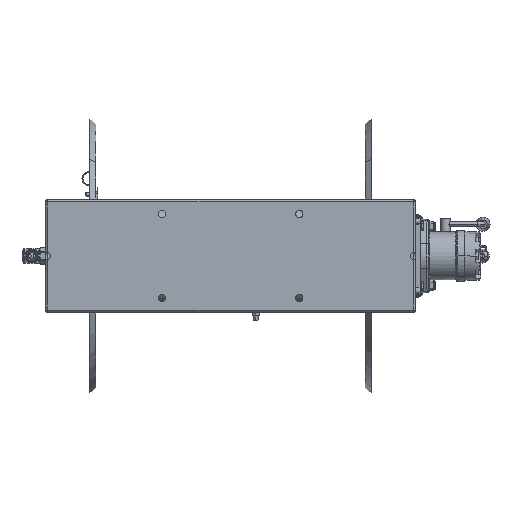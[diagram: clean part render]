
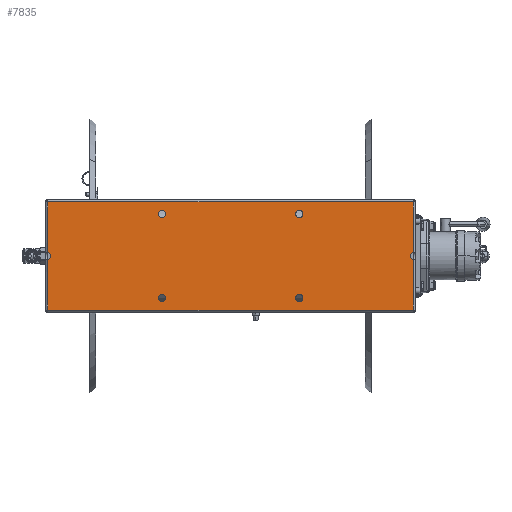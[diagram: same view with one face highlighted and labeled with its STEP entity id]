
A CAD part, front view. The second image highlights one B-rep face of the part: STEP entity #7835.
In plain terms, the highlighted planar face has unit normal (0, -1, 0).
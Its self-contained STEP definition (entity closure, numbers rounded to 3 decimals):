
#5761=DIRECTION('',(0.,0.,1.));
#5762=VECTOR('',#5761,90.067);
#5763=CARTESIAN_POINT('',(326.,-293.3,6.332));
#5764=LINE('',#5763,#5762);
#5794=DIRECTION('',(0.,0.,1.));
#5795=VECTOR('',#5794,90.067);
#5796=CARTESIAN_POINT('',(326.,-293.3,-96.399));
#5797=LINE('',#5796,#5795);
#5826=CARTESIAN_POINT('',(327.469,-293.3,0.));
#5827=DIRECTION('',(0.,1.,0.));
#5828=DIRECTION('',(-0.226,0.,-0.974));
#5829=AXIS2_PLACEMENT_3D('',#5826,#5827,#5828);
#5831=CARTESIAN_POINT('',(-327.469,-293.3,0.));
#5832=DIRECTION('',(0.,1.,0.));
#5833=DIRECTION('',(0.226,0.,0.974));
#5834=AXIS2_PLACEMENT_3D('',#5831,#5832,#5833);
#5836=CARTESIAN_POINT('',(-122.5,-293.3,75.));
#5837=DIRECTION('',(0.,-1.,0.));
#5838=DIRECTION('',(-1.,0.,0.));
#5839=AXIS2_PLACEMENT_3D('',#5836,#5837,#5838);
#5841=CARTESIAN_POINT('',(-122.5,-293.3,75.));
#5842=DIRECTION('',(0.,-1.,0.));
#5843=DIRECTION('',(1.,0.,0.));
#5844=AXIS2_PLACEMENT_3D('',#5841,#5842,#5843);
#5846=CARTESIAN_POINT('',(122.5,-293.3,75.));
#5847=DIRECTION('',(0.,-1.,0.));
#5848=DIRECTION('',(-1.,0.,0.));
#5849=AXIS2_PLACEMENT_3D('',#5846,#5847,#5848);
#5851=CARTESIAN_POINT('',(122.5,-293.3,75.));
#5852=DIRECTION('',(0.,-1.,0.));
#5853=DIRECTION('',(1.,0.,0.));
#5854=AXIS2_PLACEMENT_3D('',#5851,#5852,#5853);
#5856=CARTESIAN_POINT('',(122.5,-293.3,-75.));
#5857=DIRECTION('',(0.,-1.,0.));
#5858=DIRECTION('',(-1.,0.,0.));
#5859=AXIS2_PLACEMENT_3D('',#5856,#5857,#5858);
#5861=CARTESIAN_POINT('',(122.5,-293.3,-75.));
#5862=DIRECTION('',(0.,-1.,0.));
#5863=DIRECTION('',(1.,0.,0.));
#5864=AXIS2_PLACEMENT_3D('',#5861,#5862,#5863);
#5866=CARTESIAN_POINT('',(-122.5,-293.3,-75.));
#5867=DIRECTION('',(0.,-1.,0.));
#5868=DIRECTION('',(-1.,0.,0.));
#5869=AXIS2_PLACEMENT_3D('',#5866,#5867,#5868);
#5871=CARTESIAN_POINT('',(-122.5,-293.3,-75.));
#5872=DIRECTION('',(0.,-1.,0.));
#5873=DIRECTION('',(1.,0.,0.));
#5874=AXIS2_PLACEMENT_3D('',#5871,#5872,#5873);
#6001=DIRECTION('',(0.,0.,1.));
#6002=VECTOR('',#6001,90.067);
#6003=CARTESIAN_POINT('',(-326.,-293.3,6.332));
#6004=LINE('',#6003,#6002);
#6016=DIRECTION('',(0.,0.,1.));
#6017=VECTOR('',#6016,90.067);
#6018=CARTESIAN_POINT('',(-326.,-293.3,-96.399));
#6019=LINE('',#6018,#6017);
#6510=DIRECTION('',(-1.,0.,0.));
#6511=VECTOR('',#6510,652.);
#6512=CARTESIAN_POINT('',(326.,-293.3,-96.399));
#6513=LINE('',#6512,#6511);
#6630=DIRECTION('',(-1.,0.,0.));
#6631=VECTOR('',#6630,652.);
#6632=CARTESIAN_POINT('',(326.,-293.3,96.399));
#6633=LINE('',#6632,#6631);
#7171=CARTESIAN_POINT('',(-326.,-293.3,96.399));
#7173=VERTEX_POINT('',#7171);
#7176=CARTESIAN_POINT('',(-326.,-293.3,-96.399));
#7178=VERTEX_POINT('',#7176);
#7191=CARTESIAN_POINT('',(326.,-293.3,96.399));
#7193=VERTEX_POINT('',#7191);
#7205=CARTESIAN_POINT('',(326.,-293.3,-96.399));
#7207=VERTEX_POINT('',#7205);
#7261=CARTESIAN_POINT('',(326.,-293.3,-6.332));
#7262=CARTESIAN_POINT('',(326.,-293.3,6.332));
#7263=VERTEX_POINT('',#7261);
#7264=VERTEX_POINT('',#7262);
#7265=CARTESIAN_POINT('',(-326.,-293.3,6.332));
#7266=CARTESIAN_POINT('',(-326.,-293.3,-6.332));
#7267=VERTEX_POINT('',#7265);
#7268=VERTEX_POINT('',#7266);
#7293=CARTESIAN_POINT('',(-129.,-293.3,75.));
#7294=CARTESIAN_POINT('',(-116.,-293.3,75.));
#7295=VERTEX_POINT('',#7293);
#7296=VERTEX_POINT('',#7294);
#7297=CARTESIAN_POINT('',(116.,-293.3,75.));
#7298=CARTESIAN_POINT('',(129.,-293.3,75.));
#7299=VERTEX_POINT('',#7297);
#7300=VERTEX_POINT('',#7298);
#7301=CARTESIAN_POINT('',(116.,-293.3,-75.));
#7302=CARTESIAN_POINT('',(129.,-293.3,-75.));
#7303=VERTEX_POINT('',#7301);
#7304=VERTEX_POINT('',#7302);
#7305=CARTESIAN_POINT('',(-129.,-293.3,-75.));
#7306=CARTESIAN_POINT('',(-116.,-293.3,-75.));
#7307=VERTEX_POINT('',#7305);
#7308=VERTEX_POINT('',#7306);
#7790=CARTESIAN_POINT('',(330.,-293.3,-101.));
#7791=DIRECTION('',(0.,-1.,0.));
#7792=DIRECTION('',(0.,0.,1.));
#7793=AXIS2_PLACEMENT_3D('',#7790,#7791,#7792);
#7794=PLANE('',#7793);
#7796=ORIENTED_EDGE('',*,*,#7795,.F.);
#7797=ORIENTED_EDGE('',*,*,#7721,.F.);
#7799=ORIENTED_EDGE('',*,*,#7798,.T.);
#7801=ORIENTED_EDGE('',*,*,#7800,.T.);
#7803=ORIENTED_EDGE('',*,*,#7802,.F.);
#7805=ORIENTED_EDGE('',*,*,#7804,.T.);
#7807=ORIENTED_EDGE('',*,*,#7806,.F.);
#7808=ORIENTED_EDGE('',*,*,#7692,.F.);
#7809=EDGE_LOOP('',(#7796,#7797,#7799,#7801,#7803,#7805,#7807,#7808));
#7810=FACE_OUTER_BOUND('',#7809,.F.);
#7812=ORIENTED_EDGE('',*,*,#7811,.T.);
#7814=ORIENTED_EDGE('',*,*,#7813,.T.);
#7815=EDGE_LOOP('',(#7812,#7814));
#7816=FACE_BOUND('',#7815,.F.);
#7818=ORIENTED_EDGE('',*,*,#7817,.T.);
#7820=ORIENTED_EDGE('',*,*,#7819,.T.);
#7821=EDGE_LOOP('',(#7818,#7820));
#7822=FACE_BOUND('',#7821,.F.);
#7824=ORIENTED_EDGE('',*,*,#7823,.T.);
#7826=ORIENTED_EDGE('',*,*,#7825,.T.);
#7827=EDGE_LOOP('',(#7824,#7826));
#7828=FACE_BOUND('',#7827,.F.);
#7830=ORIENTED_EDGE('',*,*,#7829,.T.);
#7832=ORIENTED_EDGE('',*,*,#7831,.T.);
#7833=EDGE_LOOP('',(#7830,#7832));
#7834=FACE_BOUND('',#7833,.F.);
#7835=ADVANCED_FACE('',(#7810,#7816,#7822,#7828,#7834),#7794,.T.);
#5830=CIRCLE('',#5829,6.5);
#5835=CIRCLE('',#5834,6.5);
#5840=CIRCLE('',#5839,6.5);
#5845=CIRCLE('',#5844,6.5);
#5850=CIRCLE('',#5849,6.5);
#5855=CIRCLE('',#5854,6.5);
#5860=CIRCLE('',#5859,6.5);
#5865=CIRCLE('',#5864,6.5);
#5870=CIRCLE('',#5869,6.5);
#5875=CIRCLE('',#5874,6.5);
#7692=EDGE_CURVE('',#7264,#7193,#5764,.T.);
#7721=EDGE_CURVE('',#7207,#7263,#5797,.T.);
#7795=EDGE_CURVE('',#7263,#7264,#5830,.T.);
#7798=EDGE_CURVE('',#7207,#7178,#6513,.T.);
#7800=EDGE_CURVE('',#7178,#7268,#6019,.T.);
#7802=EDGE_CURVE('',#7267,#7268,#5835,.T.);
#7804=EDGE_CURVE('',#7267,#7173,#6004,.T.);
#7806=EDGE_CURVE('',#7193,#7173,#6633,.T.);
#7811=EDGE_CURVE('',#7295,#7296,#5840,.T.);
#7813=EDGE_CURVE('',#7296,#7295,#5845,.T.);
#7817=EDGE_CURVE('',#7299,#7300,#5850,.T.);
#7819=EDGE_CURVE('',#7300,#7299,#5855,.T.);
#7823=EDGE_CURVE('',#7303,#7304,#5860,.T.);
#7825=EDGE_CURVE('',#7304,#7303,#5865,.T.);
#7829=EDGE_CURVE('',#7307,#7308,#5870,.T.);
#7831=EDGE_CURVE('',#7308,#7307,#5875,.T.);
